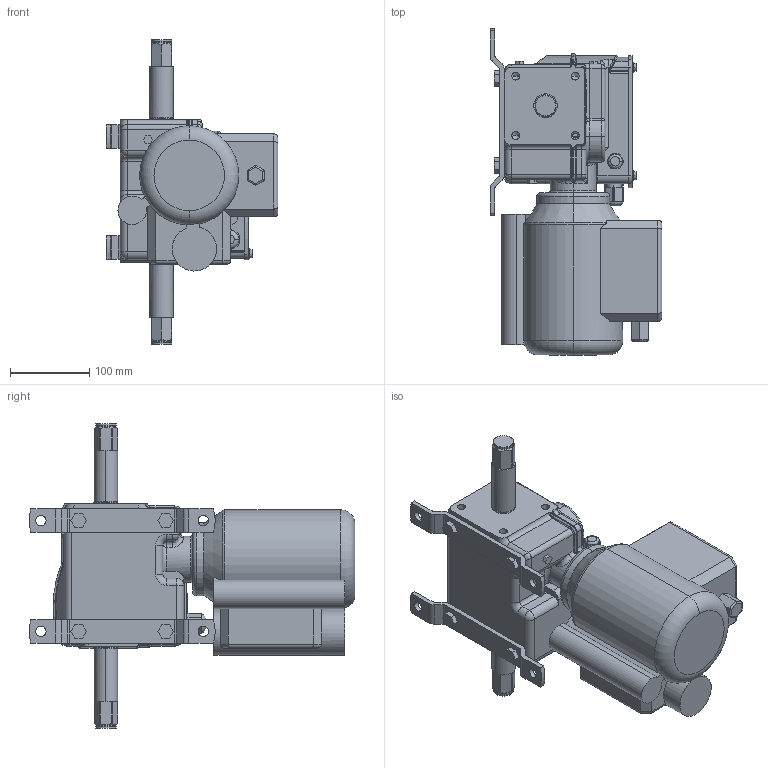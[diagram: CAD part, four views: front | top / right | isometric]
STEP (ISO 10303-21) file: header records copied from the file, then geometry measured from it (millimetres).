
FILE_DESCRIPTION (( 'STEP AP214' ), '1' );
FILE_NAME ('010210845_EWA_50_3D__DE.STEP', '2021-10-01T06:38:21', ( '' ), ( '' ), 'SwSTEP 2.0', 'SolidWorks 2020', '' );
FILE_SCHEMA (( 'AUTOMOTIVE_DESIGN' ));
Length unit declared in the file: millimetre
Products named in the file (3): 010210780_EWA_50_3D__DE; 010210845_EWA_50_3D__DE; 010210821_EWA_50_3D__DE
Assembly tree (2 placements, depth 2):
  010210845_EWA_50_3D__DE
    010210821_EWA_50_3D__DE
    010210780_EWA_50_3D__DE
Bounding box: 217 x 411.5 x 385 mm (x, y, z)
Volume: 8135571.8 mm3; surface area: 413077 mm2
Topology: 3 solids, 3 shells, 689 faces, 1693 edges, 1024 vertices
Faces by surface type: plane 268, cylinder 245, torus 86, bspline 62, cone 22, sphere 6
Entity records: 23442 total; most frequent: CARTESIAN_POINT 7385, ORIENTED_EDGE 3348, DIRECTION 3303, EDGE_CURVE 1674, AXIS2_PLACEMENT_3D 1227, VERTEX_POINT 1024, VECTOR 849, LINE 849
